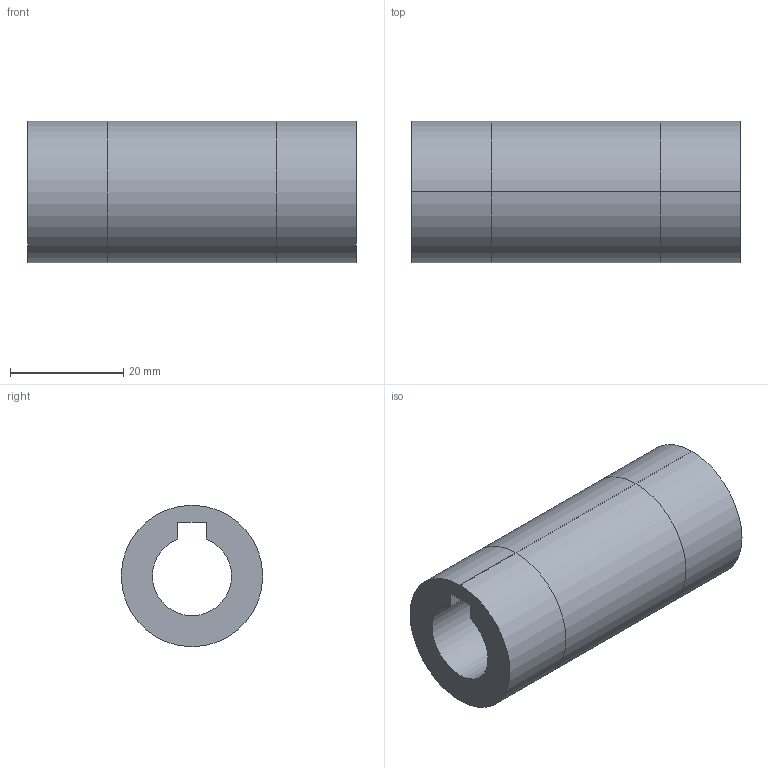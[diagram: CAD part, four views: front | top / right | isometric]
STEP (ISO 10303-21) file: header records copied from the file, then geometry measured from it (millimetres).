
FILE_DESCRIPTION (( 'STEP AP203' ), '1' );
FILE_NAME ('Reductora_NMRV030_reducer_Rotor_Predeterminado_sldprt.STEP', '2023-10-28T09:53:48', ( '' ), ( '' ), 'SwSTEP 2.0', 'SolidWorks 2022', '' );
FILE_SCHEMA (( 'CONFIG_CONTROL_DESIGN' ));
Length unit declared in the file: millimetre
Products named in the file (1): Reductora_NMRV030_reducer_Rotor_Predeterminado_sldprt
Bounding box: 58 x 25 x 25 mm (x, y, z)
Volume: 28483.6 mm3; surface area: 12588 mm2
Topology: 2 solids, 2 shells, 16 faces, 36 edges, 24 vertices
Faces by surface type: plane 10, cylinder 6
Entity records: 535 total; most frequent: DIRECTION 82, CARTESIAN_POINT 77, ORIENTED_EDGE 72, EDGE_CURVE 36, AXIS2_PLACEMENT_3D 29, VERTEX_POINT 24, LINE 24, VECTOR 24
